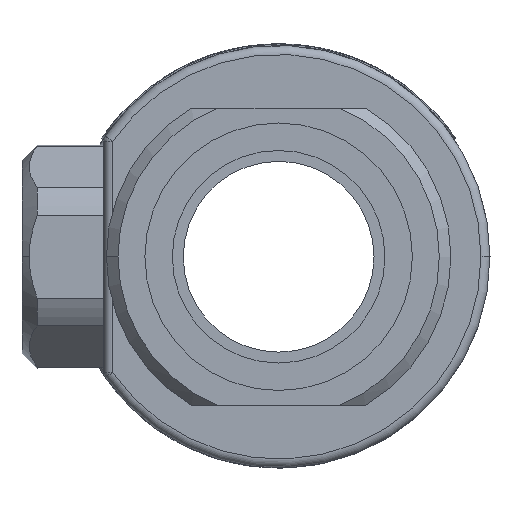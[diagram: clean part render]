
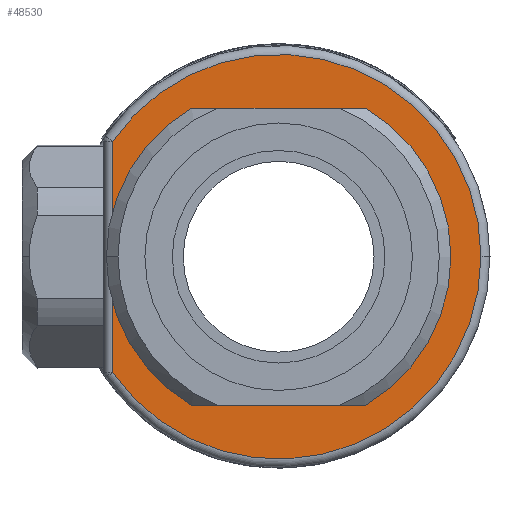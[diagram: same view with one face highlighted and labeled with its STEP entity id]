
A CAD part, left-side view. The second image highlights one B-rep face of the part: STEP entity #48530.
In plain terms, the highlighted planar face has unit normal (-1, 0, 0).
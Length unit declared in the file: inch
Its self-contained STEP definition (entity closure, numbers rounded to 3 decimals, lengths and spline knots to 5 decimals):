
#1098 = CARTESIAN_POINT ( 'NONE',  ( -0.13521, 0.18185, 0.4925 ) ) ;
#1461 = CIRCLE ( 'NONE', #5057, 0.67 ) ;
#1639 = ORIENTED_EDGE ( 'NONE', *, *, #31553, .T. ) ;
#3903 = VERTEX_POINT ( 'NONE', #47082 ) ;
#4037 = CIRCLE ( 'NONE', #22806, 0.67 ) ;
#4550 = FACE_BOUND ( 'NONE', #30500, .T. ) ;
#5057 = AXIS2_PLACEMENT_3D ( 'NONE', #54306, #8137, #24697 ) ;
#6879 = ORIENTED_EDGE ( 'NONE', *, *, #36744, .F. ) ;
#7682 = VECTOR ( 'NONE', #30097, 39.37008 ) ;
#8137 = DIRECTION ( 'NONE',  ( -1., 0., 0. ) ) ;
#8482 = CARTESIAN_POINT ( 'NONE',  ( -0.13521, 0., 0. ) ) ;
#8974 = DIRECTION ( 'NONE',  ( 0., 1., 0. ) ) ;
#9209 = AXIS2_PLACEMENT_3D ( 'NONE', #29846, #39022, #13059 ) ;
#9436 = EDGE_CURVE ( 'NONE', #41265, #36061, #21745, .T. ) ;
#9532 = DIRECTION ( 'NONE',  ( 1., 0., 0. ) ) ;
#9685 = VECTOR ( 'NONE', #33464, 39.37008 ) ;
#9730 = CIRCLE ( 'NONE', #24053, 0.525 ) ;
#10054 = CARTESIAN_POINT ( 'NONE',  ( -0.13521, 0.525, 0. ) ) ;
#10862 = AXIS2_PLACEMENT_3D ( 'NONE', #28934, #50919, #46734 ) ;
#11809 = DIRECTION ( 'NONE',  ( 0., -1., 0. ) ) ;
#13056 = CARTESIAN_POINT ( 'NONE',  ( -0.13521, 0.55, -0.33541 ) ) ;
#13059 = DIRECTION ( 'NONE',  ( 0., 1., 0. ) ) ;
#13572 = VERTEX_POINT ( 'NONE', #31679 ) ;
#15357 = EDGE_LOOP ( 'NONE', ( #49095, #1639, #15438 ) ) ;
#15438 = ORIENTED_EDGE ( 'NONE', *, *, #9436, .T. ) ;
#16000 = CARTESIAN_POINT ( 'NONE',  ( -0.13521, 0., 0. ) ) ;
#16584 = DIRECTION ( 'NONE',  ( 0., 1., 0. ) ) ;
#16842 = LINE ( 'NONE', #46493, #51940 ) ;
#21020 = EDGE_CURVE ( 'NONE', #30599, #46971, #33457, .T. ) ;
#21423 = CARTESIAN_POINT ( 'NONE',  ( -0.13521, 0.55, 0.38262 ) ) ;
#21745 = LINE ( 'NONE', #13056, #9685 ) ;
#21802 = EDGE_CURVE ( 'NONE', #36061, #13572, #4037, .T. ) ;
#21891 = ORIENTED_EDGE ( 'NONE', *, *, #21020, .T. ) ;
#21917 = DIRECTION ( 'NONE',  ( 0., -1., 0. ) ) ;
#22806 = AXIS2_PLACEMENT_3D ( 'NONE', #16000, #50075, #11809 ) ;
#23515 = CIRCLE ( 'NONE', #9209, 0.525 ) ;
#24053 = AXIS2_PLACEMENT_3D ( 'NONE', #38324, #9532, #8974 ) ;
#24697 = DIRECTION ( 'NONE',  ( 0., -1., 0. ) ) ;
#25797 = CARTESIAN_POINT ( 'NONE',  ( -0.13521, -0.18185, -0.4925 ) ) ;
#26462 = LINE ( 'NONE', #43765, #7682 ) ;
#28934 = CARTESIAN_POINT ( 'NONE',  ( -0.13521, 0.525, 0. ) ) ;
#29754 = CARTESIAN_POINT ( 'NONE',  ( -0.13521, 0.55, -0.38262 ) ) ;
#29846 = CARTESIAN_POINT ( 'NONE',  ( -0.13521, 0., 0. ) ) ;
#30018 = FACE_OUTER_BOUND ( 'NONE', #15357, .T. ) ;
#30097 = DIRECTION ( 'NONE',  ( 0., 1., 0. ) ) ;
#30500 = EDGE_LOOP ( 'NONE', ( #43992, #6879, #45208, #21891, #35687 ) ) ;
#30599 = VERTEX_POINT ( 'NONE', #10054 ) ;
#30976 = EDGE_CURVE ( 'NONE', #3903, #46971, #26462, .T. ) ;
#31553 = EDGE_CURVE ( 'NONE', #13572, #41265, #1461, .T. ) ;
#31679 = CARTESIAN_POINT ( 'NONE',  ( -0.13521, -0.67, 0. ) ) ;
#33457 = CIRCLE ( 'NONE', #39672, 0.525 ) ;
#33464 = DIRECTION ( 'NONE',  ( 0., 0., -1. ) ) ;
#35390 = VERTEX_POINT ( 'NONE', #40324 ) ;
#35687 = ORIENTED_EDGE ( 'NONE', *, *, #30976, .F. ) ;
#36061 = VERTEX_POINT ( 'NONE', #29754 ) ;
#36744 = EDGE_CURVE ( 'NONE', #35390, #45157, #16842, .T. ) ;
#37547 = DIRECTION ( 'NONE',  ( 1., 0., 0. ) ) ;
#38324 = CARTESIAN_POINT ( 'NONE',  ( -0.13521, 0., 0. ) ) ;
#38459 = EDGE_CURVE ( 'NONE', #3903, #45157, #23515, .T. ) ;
#39022 = DIRECTION ( 'NONE',  ( 1., 0., 0. ) ) ;
#39672 = AXIS2_PLACEMENT_3D ( 'NONE', #8482, #37547, #16584 ) ;
#40324 = CARTESIAN_POINT ( 'NONE',  ( -0.13521, 0.18185, -0.4925 ) ) ;
#41265 = VERTEX_POINT ( 'NONE', #21423 ) ;
#43765 = CARTESIAN_POINT ( 'NONE',  ( -0.13521, 0.28795, 0.4925 ) ) ;
#43992 = ORIENTED_EDGE ( 'NONE', *, *, #38459, .T. ) ;
#45157 = VERTEX_POINT ( 'NONE', #25797 ) ;
#45208 = ORIENTED_EDGE ( 'NONE', *, *, #53830, .T. ) ;
#46493 = CARTESIAN_POINT ( 'NONE',  ( -0.13521, -0.28795, -0.4925 ) ) ;
#46734 = DIRECTION ( 'NONE',  ( 0., -1., 0. ) ) ;
#46971 = VERTEX_POINT ( 'NONE', #1098 ) ;
#47082 = CARTESIAN_POINT ( 'NONE',  ( -0.13521, -0.18185, 0.4925 ) ) ;
#48530 = ADVANCED_FACE ( 'NONE', ( #30018, #4550 ), #55129, .T. ) ;
#49095 = ORIENTED_EDGE ( 'NONE', *, *, #21802, .T. ) ;
#50075 = DIRECTION ( 'NONE',  ( -1., 0., 0. ) ) ;
#50919 = DIRECTION ( 'NONE',  ( -1., 0., 0. ) ) ;
#51940 = VECTOR ( 'NONE', #21917, 39.37008 ) ;
#53830 = EDGE_CURVE ( 'NONE', #35390, #30599, #9730, .T. ) ;
#54306 = CARTESIAN_POINT ( 'NONE',  ( -0.13521, 0., 0. ) ) ;
#55129 = PLANE ( 'NONE',  #10862 ) ;
